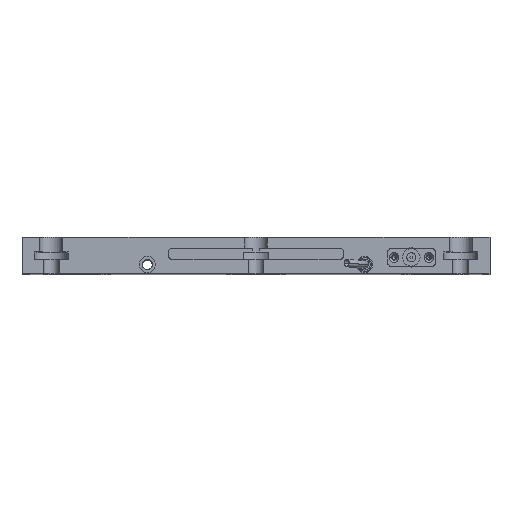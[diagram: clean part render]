
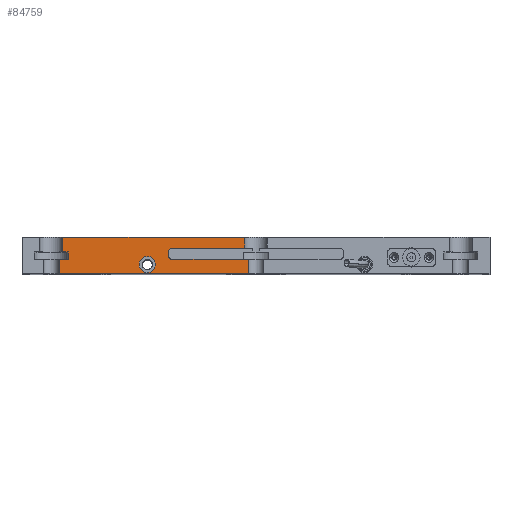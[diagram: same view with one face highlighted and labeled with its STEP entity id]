
A CAD part, top view. The second image highlights one B-rep face of the part: STEP entity #84759.
In plain terms, the highlighted planar face has unit normal (0, 0, 1).
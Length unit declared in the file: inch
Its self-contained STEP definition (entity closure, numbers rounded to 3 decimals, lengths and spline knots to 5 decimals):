
#166 = VERTEX_POINT ( 'NONE', #76250 ) ;
#752 = ORIENTED_EDGE ( 'NONE', *, *, #92697, .F. ) ;
#1656 = DIRECTION ( 'NONE',  ( 0., 1., 0. ) ) ;
#2276 = CARTESIAN_POINT ( 'NONE',  ( -6.42, 0., 7. ) ) ;
#2405 = CIRCLE ( 'NONE', #62364, 0.2775 ) ;
#2488 = CARTESIAN_POINT ( 'NONE',  ( -8., 0., 7. ) ) ;
#2642 = DIRECTION ( 'NONE',  ( 0., 0., 1. ) ) ;
#3361 = CARTESIAN_POINT ( 'NONE',  ( -0.2655, 0., 7. ) ) ;
#3523 = PLANE ( 'NONE',  #48273 ) ;
#3570 = DIRECTION ( 'NONE',  ( 1., 0., 0. ) ) ;
#3746 = VECTOR ( 'NONE', #1656, 39.37008 ) ;
#4547 = CARTESIAN_POINT ( 'NONE',  ( -2.875, -0.75, 7. ) ) ;
#5314 = CARTESIAN_POINT ( 'NONE',  ( -3., -0.625, 7. ) ) ;
#6038 = CARTESIAN_POINT ( 'NONE',  ( -3.717, -0.93, 7. ) ) ;
#6323 = VERTEX_POINT ( 'NONE', #23692 ) ;
#8652 = EDGE_CURVE ( 'NONE', #72676, #73212, #28553, .T. ) ;
#10381 = ORIENTED_EDGE ( 'NONE', *, *, #61048, .F. ) ;
#11164 = CARTESIAN_POINT ( 'NONE',  ( -0.3905, 0., 7. ) ) ;
#11480 = EDGE_CURVE ( 'NONE', #58996, #58247, #28445, .T. ) ;
#11669 = ORIENTED_EDGE ( 'NONE', *, *, #11480, .F. ) ;
#11993 = ORIENTED_EDGE ( 'NONE', *, *, #87222, .T. ) ;
#12184 = DIRECTION ( 'NONE',  ( 0., 0., 1. ) ) ;
#12370 = LINE ( 'NONE', #11164, #13462 ) ;
#13137 = VECTOR ( 'NONE', #46684, 39.37008 ) ;
#13462 = VECTOR ( 'NONE', #33688, 39.37008 ) ;
#14513 = VECTOR ( 'NONE', #86732, 39.37008 ) ;
#15320 = DIRECTION ( 'NONE',  ( 1., 0., 0. ) ) ;
#15645 = LINE ( 'NONE', #49315, #14513 ) ;
#16568 = CARTESIAN_POINT ( 'NONE',  ( -8., -1.25, 7. ) ) ;
#16634 = CARTESIAN_POINT ( 'NONE',  ( -3., -0.5, 7. ) ) ;
#17796 = VECTOR ( 'NONE', #53773, 39.37008 ) ;
#18098 = EDGE_CURVE ( 'NONE', #88778, #83389, #84361, .T. ) ;
#18430 = ORIENTED_EDGE ( 'NONE', *, *, #71140, .F. ) ;
#18849 = EDGE_LOOP ( 'NONE', ( #37808, #90867, #10381, #18430, #752, #19252, #20538, #56808, #11993, #53624, #35194, #67381, #33085, #34427 ) ) ;
#19252 = ORIENTED_EDGE ( 'NONE', *, *, #77688, .F. ) ;
#19386 = LINE ( 'NONE', #24819, #26332 ) ;
#20366 = FACE_OUTER_BOUND ( 'NONE', #18849, .T. ) ;
#20538 = ORIENTED_EDGE ( 'NONE', *, *, #65409, .F. ) ;
#21017 = VECTOR ( 'NONE', #75952, 39.37008 ) ;
#21794 = DIRECTION ( 'NONE',  ( -1., 0., 0. ) ) ;
#23374 = DIRECTION ( 'NONE',  ( 0., 0., 1. ) ) ;
#23692 = CARTESIAN_POINT ( 'NONE',  ( -3., -0.5, 7. ) ) ;
#24819 = CARTESIAN_POINT ( 'NONE',  ( -6.6095, 0., 7. ) ) ;
#25197 = LINE ( 'NONE', #37201, #34432 ) ;
#25869 = DIRECTION ( 'NONE',  ( 0., 1., 0. ) ) ;
#26332 = VECTOR ( 'NONE', #54970, 39.37008 ) ;
#27936 = LINE ( 'NONE', #2488, #21017 ) ;
#28445 = CIRCLE ( 'NONE', #82523, 0.2775 ) ;
#28553 = LINE ( 'NONE', #44677, #51485 ) ;
#29314 = EDGE_CURVE ( 'NONE', #72676, #93668, #15645, .T. ) ;
#30216 = LINE ( 'NONE', #2276, #3746 ) ;
#31865 = DIRECTION ( 'NONE',  ( -1., 0., 0. ) ) ;
#33085 = ORIENTED_EDGE ( 'NONE', *, *, #63460, .T. ) ;
#33534 = VERTEX_POINT ( 'NONE', #61253 ) ;
#33688 = DIRECTION ( 'NONE',  ( 0., -1., 0. ) ) ;
#34032 = EDGE_CURVE ( 'NONE', #73713, #83389, #56868, .T. ) ;
#34427 = ORIENTED_EDGE ( 'NONE', *, *, #18098, .T. ) ;
#34432 = VECTOR ( 'NONE', #21794, 39.37008 ) ;
#35194 = ORIENTED_EDGE ( 'NONE', *, *, #29314, .F. ) ;
#35210 = CARTESIAN_POINT ( 'NONE',  ( -0.2655, -1.25, 7. ) ) ;
#36146 = LINE ( 'NONE', #16568, #13137 ) ;
#36387 = FACE_BOUND ( 'NONE', #67702, .T. ) ;
#37201 = CARTESIAN_POINT ( 'NONE',  ( -2.875, -0.375, 7. ) ) ;
#37808 = ORIENTED_EDGE ( 'NONE', *, *, #34032, .F. ) ;
#39085 = CARTESIAN_POINT ( 'NONE',  ( -0.2655, -0.75, 7. ) ) ;
#40984 = AXIS2_PLACEMENT_3D ( 'NONE', #44512, #23374, #15320 ) ;
#44505 = CARTESIAN_POINT ( 'NONE',  ( -3.4395, -0.93, 7. ) ) ;
#44512 = CARTESIAN_POINT ( 'NONE',  ( -2.875, -0.625, 7. ) ) ;
#44637 = VERTEX_POINT ( 'NONE', #60375 ) ;
#44677 = CARTESIAN_POINT ( 'NONE',  ( -6.7345, 0., 7. ) ) ;
#45624 = CARTESIAN_POINT ( 'NONE',  ( -2.875, -0.5, 7. ) ) ;
#46684 = DIRECTION ( 'NONE',  ( 1., 0., 0. ) ) ;
#48108 = CARTESIAN_POINT ( 'NONE',  ( -6.7345, -0.75, 7. ) ) ;
#48273 = AXIS2_PLACEMENT_3D ( 'NONE', #77027, #12184, #63512 ) ;
#49315 = CARTESIAN_POINT ( 'NONE',  ( -8., -0.75, 7. ) ) ;
#51485 = VECTOR ( 'NONE', #52730, 39.37008 ) ;
#52730 = DIRECTION ( 'NONE',  ( 0., -1., 0. ) ) ;
#53624 = ORIENTED_EDGE ( 'NONE', *, *, #80394, .F. ) ;
#53773 = DIRECTION ( 'NONE',  ( 1., 0., 0. ) ) ;
#54970 = DIRECTION ( 'NONE',  ( 0., 1., 0. ) ) ;
#55334 = AXIS2_PLACEMENT_3D ( 'NONE', #45624, #2642, #31865 ) ;
#56262 = LINE ( 'NONE', #91385, #67753 ) ;
#56808 = ORIENTED_EDGE ( 'NONE', *, *, #68487, .F. ) ;
#56868 = LINE ( 'NONE', #68236, #17796 ) ;
#56982 = CARTESIAN_POINT ( 'NONE',  ( -6.7345, -1.25, 7. ) ) ;
#58181 = VERTEX_POINT ( 'NONE', #74351 ) ;
#58247 = VERTEX_POINT ( 'NONE', #44505 ) ;
#58996 = VERTEX_POINT ( 'NONE', #89801 ) ;
#60375 = CARTESIAN_POINT ( 'NONE',  ( -0.3905, -0.375, 7. ) ) ;
#61048 = EDGE_CURVE ( 'NONE', #6323, #68238, #68742, .T. ) ;
#61253 = CARTESIAN_POINT ( 'NONE',  ( -6.42, -0.5, 7. ) ) ;
#62364 = AXIS2_PLACEMENT_3D ( 'NONE', #76082, #88186, #69055 ) ;
#62618 = VECTOR ( 'NONE', #25869, 39.37008 ) ;
#63460 = EDGE_CURVE ( 'NONE', #73212, #88778, #36146, .T. ) ;
#63512 = DIRECTION ( 'NONE',  ( 1., 0., 0. ) ) ;
#63914 = VERTEX_POINT ( 'NONE', #80918 ) ;
#65409 = EDGE_CURVE ( 'NONE', #63914, #166, #27936, .T. ) ;
#66254 = EDGE_CURVE ( 'NONE', #58247, #58996, #2405, .T. ) ;
#67381 = ORIENTED_EDGE ( 'NONE', *, *, #8652, .T. ) ;
#67702 = EDGE_LOOP ( 'NONE', ( #68626, #11669 ) ) ;
#67753 = VECTOR ( 'NONE', #3570, 39.37008 ) ;
#67970 = EDGE_CURVE ( 'NONE', #68238, #73713, #78129, .T. ) ;
#68236 = CARTESIAN_POINT ( 'NONE',  ( -8., -0.75, 7. ) ) ;
#68238 = VERTEX_POINT ( 'NONE', #5314 ) ;
#68487 = EDGE_CURVE ( 'NONE', #90991, #63914, #19386, .T. ) ;
#68626 = ORIENTED_EDGE ( 'NONE', *, *, #66254, .F. ) ;
#68742 = LINE ( 'NONE', #16634, #94964 ) ;
#69055 = DIRECTION ( 'NONE',  ( 1., 0., 0. ) ) ;
#71140 = EDGE_CURVE ( 'NONE', #58181, #6323, #87689, .T. ) ;
#72676 = VERTEX_POINT ( 'NONE', #48108 ) ;
#73212 = VERTEX_POINT ( 'NONE', #56982 ) ;
#73713 = VERTEX_POINT ( 'NONE', #4547 ) ;
#74351 = CARTESIAN_POINT ( 'NONE',  ( -2.875, -0.375, 7. ) ) ;
#75952 = DIRECTION ( 'NONE',  ( 1., 0., 0. ) ) ;
#76082 = CARTESIAN_POINT ( 'NONE',  ( -3.717, -0.93, 7. ) ) ;
#76250 = CARTESIAN_POINT ( 'NONE',  ( -0.3905, 0., 7. ) ) ;
#77027 = CARTESIAN_POINT ( 'NONE',  ( -8., -1.25, 7. ) ) ;
#77609 = DIRECTION ( 'NONE',  ( 1., 0., 0. ) ) ;
#77688 = EDGE_CURVE ( 'NONE', #166, #44637, #12370, .T. ) ;
#77969 = CARTESIAN_POINT ( 'NONE',  ( -6.42, -0.75, 7. ) ) ;
#78129 = CIRCLE ( 'NONE', #40984, 0.125 ) ;
#80394 = EDGE_CURVE ( 'NONE', #93668, #33534, #30216, .T. ) ;
#80918 = CARTESIAN_POINT ( 'NONE',  ( -6.6095, 0., 7. ) ) ;
#82523 = AXIS2_PLACEMENT_3D ( 'NONE', #6038, #86511, #77609 ) ;
#83389 = VERTEX_POINT ( 'NONE', #39085 ) ;
#84361 = LINE ( 'NONE', #3361, #62618 ) ;
#84759 = ADVANCED_FACE ( 'NONE', ( #36387, #20366 ), #3523, .T. ) ;
#86511 = DIRECTION ( 'NONE',  ( 0., 0., 1. ) ) ;
#86732 = DIRECTION ( 'NONE',  ( 1., 0., 0. ) ) ;
#87222 = EDGE_CURVE ( 'NONE', #90991, #33534, #56262, .T. ) ;
#87446 = CARTESIAN_POINT ( 'NONE',  ( -6.6095, -0.5, 7. ) ) ;
#87689 = CIRCLE ( 'NONE', #55334, 0.125 ) ;
#88186 = DIRECTION ( 'NONE',  ( 0., 0., 1. ) ) ;
#88778 = VERTEX_POINT ( 'NONE', #35210 ) ;
#89801 = CARTESIAN_POINT ( 'NONE',  ( -3.9945, -0.93, 7. ) ) ;
#90659 = DIRECTION ( 'NONE',  ( 0., -1., 0. ) ) ;
#90867 = ORIENTED_EDGE ( 'NONE', *, *, #67970, .F. ) ;
#90991 = VERTEX_POINT ( 'NONE', #87446 ) ;
#91385 = CARTESIAN_POINT ( 'NONE',  ( -8., -0.5, 7. ) ) ;
#92697 = EDGE_CURVE ( 'NONE', #44637, #58181, #25197, .T. ) ;
#93668 = VERTEX_POINT ( 'NONE', #77969 ) ;
#94964 = VECTOR ( 'NONE', #90659, 39.37008 ) ;
